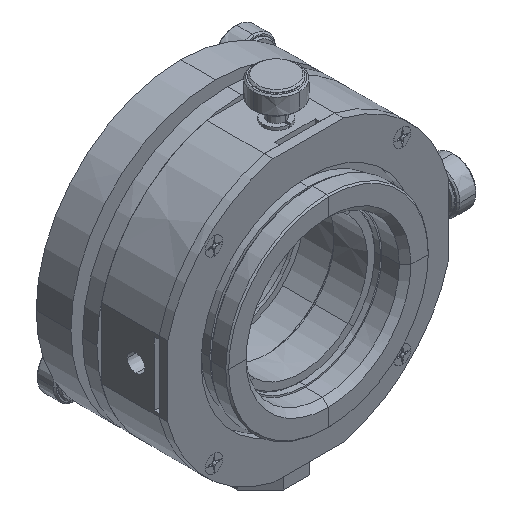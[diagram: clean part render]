
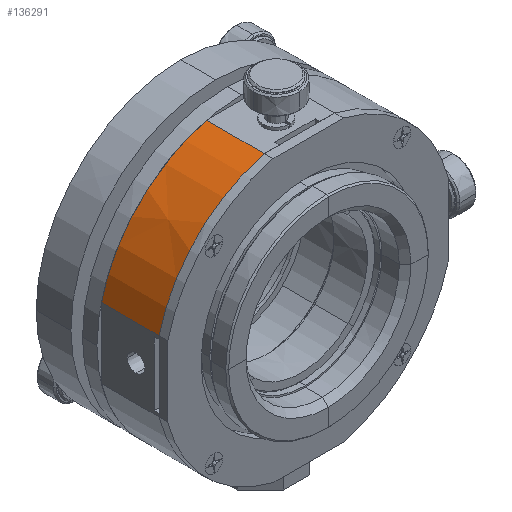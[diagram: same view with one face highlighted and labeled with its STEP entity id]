
A CAD part, isometric view. The second image highlights one B-rep face of the part: STEP entity #136291.
In plain terms, the highlighted free-form (B-spline) face has degree [2, 2] with [3, 3] control points.
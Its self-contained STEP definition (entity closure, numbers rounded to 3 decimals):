
#353 = LINE ( 'NONE', #150768, #121606 ) ;
#3517 = CARTESIAN_POINT ( 'NONE',  ( -48.5, 0., 12.155 ) ) ;
#5874 = VERTEX_POINT ( 'NONE', #32053 ) ;
#10721 = VERTEX_POINT ( 'NONE', #44044 ) ;
#22493 = DIRECTION ( 'NONE',  ( 0., -1., 0. ) ) ;
#23905 =( BOUNDED_SURFACE ( )  B_SPLINE_SURFACE ( 2, 2, ( 
 ( #105703, #68007, #3517 ),
 ( #105159, #29064, #104095 ),
 ( #130709, #42958, #28525 ) ),
 .UNSPECIFIED., .F., .F., .F. ) 
 B_SPLINE_SURFACE_WITH_KNOTS ( ( 3, 3 ),
 ( 3, 3 ),
 ( 0., 1. ),
 ( 0., 1. ),
 .UNSPECIFIED. ) 
 GEOMETRIC_REPRESENTATION_ITEM ( )  RATIONAL_B_SPLINE_SURFACE ( (
 ( 1., 1., 1.),
 ( 0.858, 0.858, 0.858),
 ( 1., 1., 1.) ) ) 
 REPRESENTATION_ITEM ( '' )  SURFACE ( )  );
#24602 = DIRECTION ( 'NONE',  ( -0.243, 0., 0.97 ) ) ;
#28525 = CARTESIAN_POINT ( 'NONE',  ( -12.155, 0., 48.5 ) ) ;
#29064 = CARTESIAN_POINT ( 'NONE',  ( -41.217, -10., 41.217 ) ) ;
#32053 = CARTESIAN_POINT ( 'NONE',  ( -12.155, -20., 48.5 ) ) ;
#32464 = EDGE_CURVE ( 'NONE', #114675, #159553, #92619, .T. ) ;
#37192 = CARTESIAN_POINT ( 'NONE',  ( -48.5, 0., 12.155 ) ) ;
#39391 = LINE ( 'NONE', #37192, #136709 ) ;
#42958 = CARTESIAN_POINT ( 'NONE',  ( -12.155, -10., 48.5 ) ) ;
#44044 = CARTESIAN_POINT ( 'NONE',  ( -48.5, -20., 12.155 ) ) ;
#44227 = CARTESIAN_POINT ( 'NONE',  ( 0., 0., 0. ) ) ;
#48921 = DIRECTION ( 'NONE',  ( 0., -1., 0. ) ) ;
#51393 = CARTESIAN_POINT ( 'NONE',  ( -48.5, 0., 12.155 ) ) ;
#57612 = DIRECTION ( 'NONE',  ( 0., -1., 0. ) ) ;
#64188 = ORIENTED_EDGE ( 'NONE', *, *, #145481, .T. ) ;
#68007 = CARTESIAN_POINT ( 'NONE',  ( -48.5, -10., 12.155 ) ) ;
#69805 = ORIENTED_EDGE ( 'NONE', *, *, #32464, .T. ) ;
#71894 = EDGE_LOOP ( 'NONE', ( #71971, #159728, #69805, #64188 ) ) ;
#71971 = ORIENTED_EDGE ( 'NONE', *, *, #73802, .F. ) ;
#73802 = EDGE_CURVE ( 'NONE', #5874, #10721, #154765, .T. ) ;
#92619 = CIRCLE ( 'NONE', #112209, 50. ) ;
#93395 = FACE_OUTER_BOUND ( 'NONE', #71894, .T. ) ;
#94720 = DIRECTION ( 'NONE',  ( -0.243, 0., 0.97 ) ) ;
#96576 = CARTESIAN_POINT ( 'NONE',  ( -12.155, 0., 48.5 ) ) ;
#104095 = CARTESIAN_POINT ( 'NONE',  ( -41.217, 0., 41.217 ) ) ;
#105159 = CARTESIAN_POINT ( 'NONE',  ( -41.217, -20., 41.217 ) ) ;
#105703 = CARTESIAN_POINT ( 'NONE',  ( -48.5, -20., 12.155 ) ) ;
#112209 = AXIS2_PLACEMENT_3D ( 'NONE', #44227, #57612, #94720 ) ;
#114675 = VERTEX_POINT ( 'NONE', #96576 ) ;
#121606 = VECTOR ( 'NONE', #22493, 1000. ) ;
#130709 = CARTESIAN_POINT ( 'NONE',  ( -12.155, -20., 48.5 ) ) ;
#132468 = EDGE_CURVE ( 'NONE', #114675, #5874, #353, .T. ) ;
#136291 = ADVANCED_FACE ( 'NONE', ( #93395 ), #23905, .T. ) ;
#136709 = VECTOR ( 'NONE', #48921, 1000. ) ;
#136795 = DIRECTION ( 'NONE',  ( 0., -1., 0. ) ) ;
#145481 = EDGE_CURVE ( 'NONE', #159553, #10721, #39391, .T. ) ;
#150768 = CARTESIAN_POINT ( 'NONE',  ( -12.155, 0., 48.5 ) ) ;
#151211 = CARTESIAN_POINT ( 'NONE',  ( 0., -20., 0. ) ) ;
#154765 = CIRCLE ( 'NONE', #156392, 50. ) ;
#156392 = AXIS2_PLACEMENT_3D ( 'NONE', #151211, #136795, #24602 ) ;
#159553 = VERTEX_POINT ( 'NONE', #51393 ) ;
#159728 = ORIENTED_EDGE ( 'NONE', *, *, #132468, .F. ) ;
